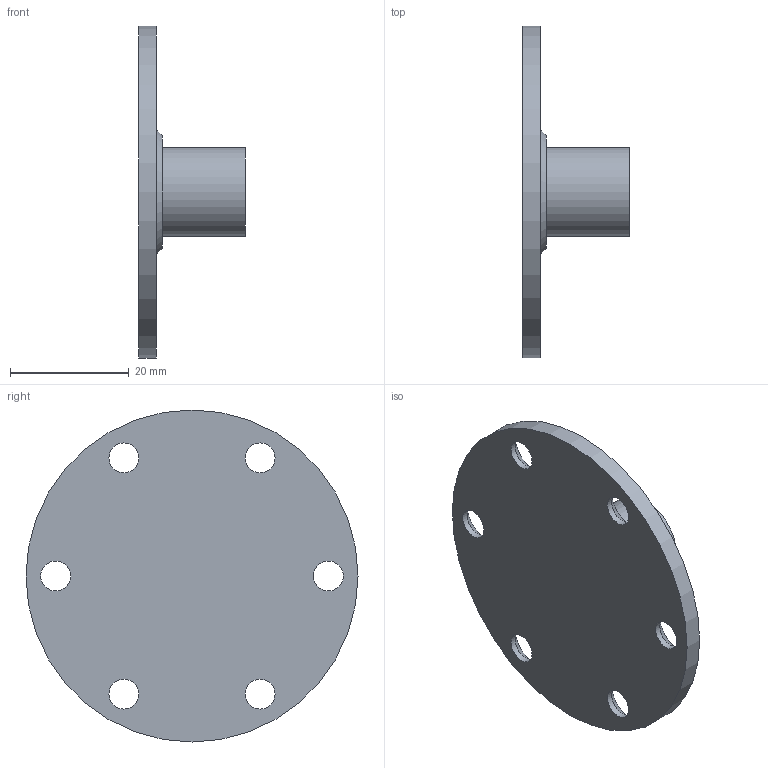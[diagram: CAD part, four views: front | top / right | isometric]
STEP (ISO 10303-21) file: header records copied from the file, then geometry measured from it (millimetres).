
FILE_DESCRIPTION(/* description */ (''),/* implementation_level */ '2;1');
FILE_NAME(/* name */ 'pivot v6.step',/* time_stamp */ '2023-11-24T11:04:42+01:00',/* author */ (''),/* organization */ (''),/* preprocessor_version */ 'ST-DEVELOPER v20',/* originating_system */ 'Autodesk Translation Framework v12.14.0.127',/* authorisation */ '');
FILE_SCHEMA (('AUTOMOTIVE_DESIGN { 1 0 10303 214 3 1 1 }'));
Length unit declared in the file: millimetre
Products named in the file (1): pivot
Bounding box: 18 x 56 x 56 mm (x, y, z)
Volume: 9414.3 mm3; surface area: 6235.7 mm2
Topology: 1 solids, 1 shells, 21 faces, 44 edges, 27 vertices
Faces by surface type: cylinder 9, cone 8, plane 4
Full cylindrical faces by diameter (mm): 5.035 x7, 15 x1, 56 x1
Entity records: 620 total; most frequent: DIRECTION 113, CARTESIAN_POINT 92, ORIENTED_EDGE 86, AXIS2_PLACEMENT_3D 48, EDGE_CURVE 43, EDGE_LOOP 36, VERTEX_POINT 27, CIRCLE 26
